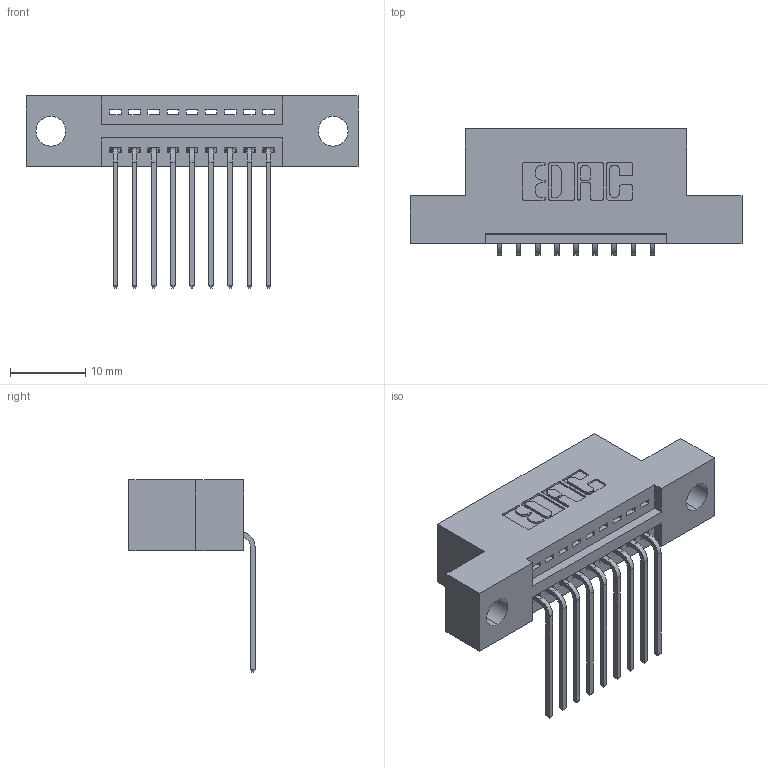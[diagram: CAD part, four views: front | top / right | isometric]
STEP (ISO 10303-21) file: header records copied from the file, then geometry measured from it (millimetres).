
FILE_DESCRIPTION (( 'STEP AP203' ), '1' );
FILE_NAME ('345-009-559-104.STEP', '2018-08-17T07:16:16', ( '' ), ( '' ), 'SwSTEP 2.0', 'SolidWorks 2016', '' );
FILE_SCHEMA (( 'CONFIG_CONTROL_DESIGN' ));
Length unit declared in the file: inch
Products named in the file (3): 345 Part_Flush Mounting Lugs - 0.156 Dia-TH; 345-292-001_558 559 Tail - 1; 345-009-559-104
Assembly tree (10 placements, depth 2):
  345-009-559-104
    345 Part_Flush Mounting Lugs - 0.156 Dia-TH
    345-292-001_558 559 Tail - 1  x9
Bounding box: 44.07 x 16.75 x 25.53 mm (x, y, z)
Volume: 3857.5 mm3; surface area: 4662.8 mm2
Topology: 10 solids, 10 shells, 666 faces, 1979 edges, 1306 vertices
Faces by surface type: plane 458, cylinder 208
Entity records: 11303 total; most frequent: CARTESIAN_POINT 1967, ORIENTED_EDGE 1910, DIRECTION 1765, EDGE_CURVE 955, LINE 787, VECTOR 787, VERTEX_POINT 634, AXIS2_PLACEMENT_3D 489
